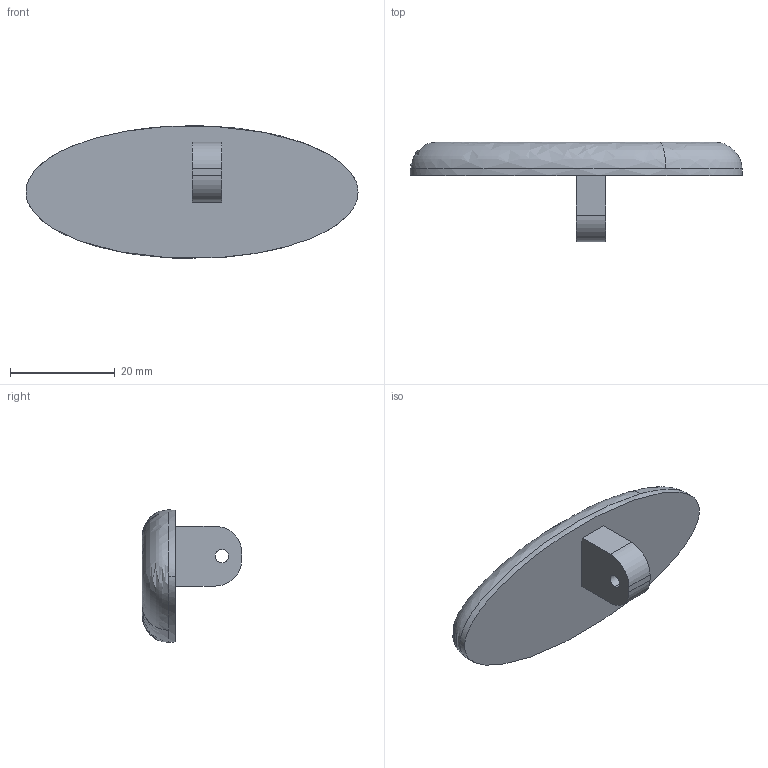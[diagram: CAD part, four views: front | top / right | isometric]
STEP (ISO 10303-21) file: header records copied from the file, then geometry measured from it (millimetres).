
FILE_DESCRIPTION (( 'STEP AP214' ), '1' );
FILE_NAME ('pad.STEP', '2021-12-07T15:52:49', ( '' ), ( '' ), 'SwSTEP 2.0', 'SolidWorks 2021', '' );
FILE_SCHEMA (( 'AUTOMOTIVE_DESIGN' ));
Length unit declared in the file: inch
Products named in the file (1): pad
Bounding box: 63.5 x 19.05 x 25.36 mm (x, y, z)
Volume: 7666.4 mm3; surface area: 3520.3 mm2
Topology: 1 solids, 1 shells, 15 faces, 36 edges, 24 vertices
Faces by surface type: plane 7, cylinder 4, bspline 4
Entity records: 3269 total; most frequent: CARTESIAN_POINT 2895, ORIENTED_EDGE 72, DIRECTION 62, EDGE_CURVE 36, VERTEX_POINT 24, AXIS2_PLACEMENT_3D 22, LINE 18, EDGE_LOOP 18
